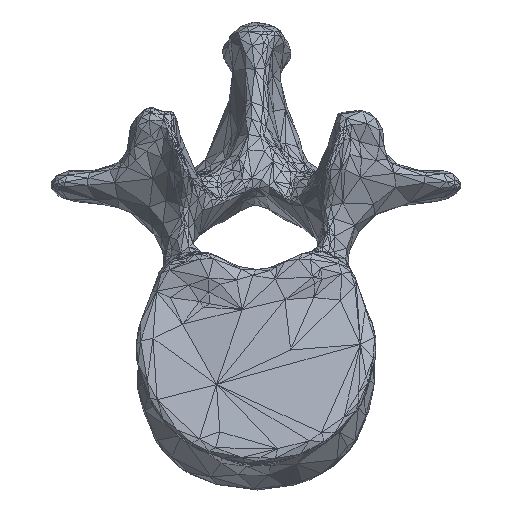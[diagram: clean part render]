
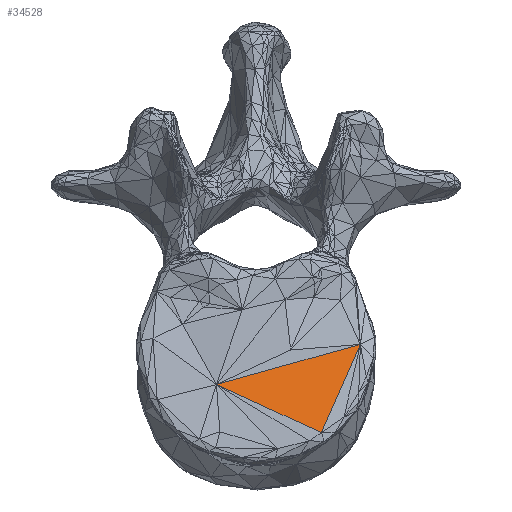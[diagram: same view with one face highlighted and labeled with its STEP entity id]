
A CAD part, top view. The second image highlights one B-rep face of the part: STEP entity #34528.
In plain terms, the highlighted planar face has unit normal (-0.01, 0.3, 0.954).
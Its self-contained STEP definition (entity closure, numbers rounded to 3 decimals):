
#1836=FACE_OUTER_BOUND('',#4808,.T.);
#4808=EDGE_LOOP('',(#26282,#26283,#26284));
#8411=LINE('',#53978,#12869);
#8750=LINE('',#54653,#13208);
#8760=LINE('',#54673,#13218);
#12869=VECTOR('',#44289,19.979);
#13208=VECTOR('',#45088,17.192);
#13218=VECTOR('',#45112,25.682);
#15484=VERTEX_POINT('',#52364);
#15734=VERTEX_POINT('',#53940);
#15745=VERTEX_POINT('',#53977);
#18813=EDGE_CURVE('',#15745,#15734,#8411,.T.);
#19152=EDGE_CURVE('',#15734,#15484,#8750,.T.);
#19162=EDGE_CURVE('',#15745,#15484,#8760,.T.);
#26282=ORIENTED_EDGE('',*,*,#18813,.T.);
#26283=ORIENTED_EDGE('',*,*,#19152,.T.);
#26284=ORIENTED_EDGE('',*,*,#19162,.F.);
#31556=PLANE('',#37514);
#34528=ADVANCED_FACE('',(#1836),#31556,.T.);
#37514=AXIS2_PLACEMENT_3D('',#54672,#45110,#45111);
#44289=DIRECTION('',(0.9,-0.413,0.139));
#45088=DIRECTION('',(0.389,0.88,-0.273));
#45110=DIRECTION('center_axis',(-0.01,0.3,
0.954));
#45111=DIRECTION('ref_axis',(1.,0.,0.01));
#45112=DIRECTION('',(0.961,0.268,-0.074));
#52364=CARTESIAN_POINT('',(17.228,-84.554,1066.59));
#53940=CARTESIAN_POINT('',(10.539,-99.681,1071.28));
#53977=CARTESIAN_POINT('',(-7.443,-91.43,1068.5));
#53978=CARTESIAN_POINT('',(-7.443,-91.43,1068.5));
#54653=CARTESIAN_POINT('',(10.539,-99.681,1071.28));
#54672=CARTESIAN_POINT('Origin',(-9.706,297.624,946.086));
#54673=CARTESIAN_POINT('',(-7.443,-91.43,1068.5));
